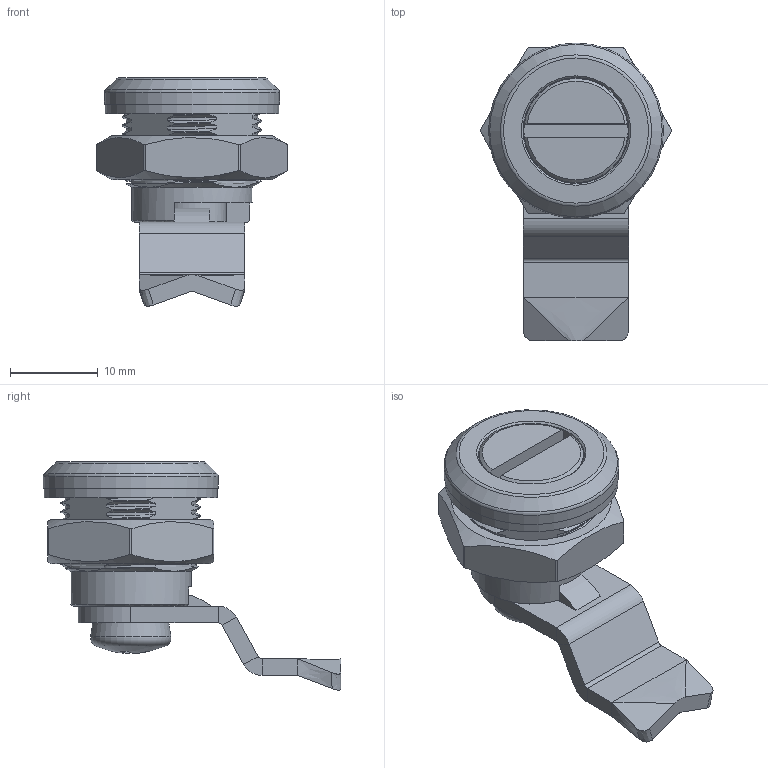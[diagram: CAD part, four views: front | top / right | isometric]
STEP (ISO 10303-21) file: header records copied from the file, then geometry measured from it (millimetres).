
FILE_DESCRIPTION(/* description */ (''),/* implementation_level */ '2;1');
FILE_NAME(/* name */ 'KCS-1115.stp',/* time_stamp */ '2023-09-20T16:17:13+09:00',/* author */ ('user'),/* organization */ (''),/* preprocessor_version */ 'ST-DEVELOPER v15.6',/* originating_system */ 'Autodesk Inventor 2015',/* authorisation */ '');
FILE_SCHEMA (('AUTOMOTIVE_DESIGN { 1 0 10303 214 3 1 1 }'));
Products named in the file (8): 몸체; O링; 날개_2406; 너트-몸체; 볼트; 코어; 패킹; KCS-1115
Bounding box: 21.8 x 34 x 26.09 mm (x, y, z)
Volume: 4454.1 mm3; surface area: 5445.8 mm2
Topology: 7 solids, 7 shells, 330 faces, 877 edges, 567 vertices
Faces by surface type: bspline 141, plane 90, cylinder 78, cone 15, torus 5, sphere 1
Full cylindrical faces by diameter (mm): 4.2 x9, 4.8 x1, 7.8 x1, 8.2 x1, 8.5 x1, 11.9 x1, 12.1 x1, 13.8 x1, 15 x1, 19.8 x1, 20 x1
Entity records: 38995 total; most frequent: CARTESIAN_POINT 31988, ORIENTED_EDGE 1638, DIRECTION 1000, EDGE_CURVE 819, VERTEX_POINT 539, EDGE_LOOP 360, AXIS2_PLACEMENT_3D 337, B_SPLINE_CURVE_WITH_KNOTS 332
